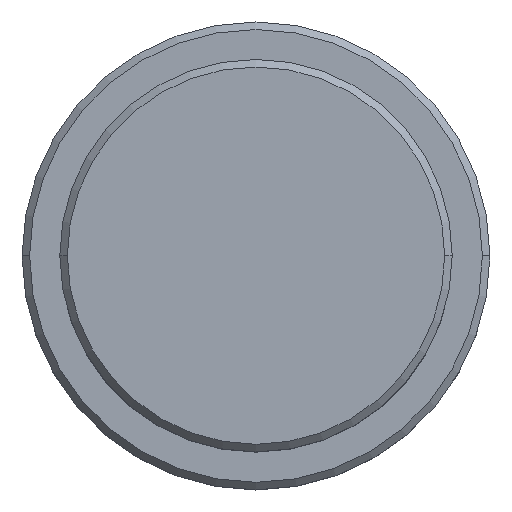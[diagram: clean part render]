
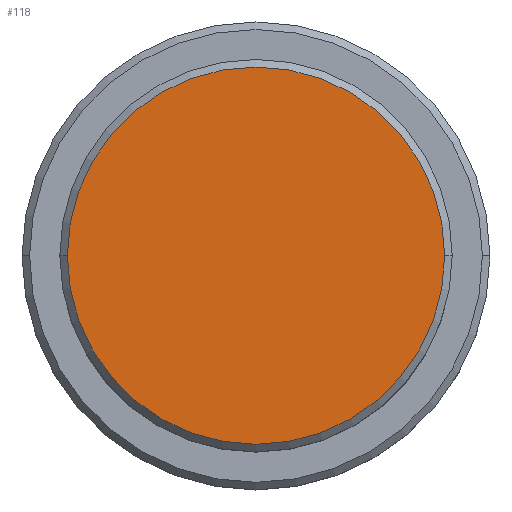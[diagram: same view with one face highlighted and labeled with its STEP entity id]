
A CAD part, top view. The second image highlights one B-rep face of the part: STEP entity #118.
In plain terms, the highlighted planar face has unit normal (0, 0, 1).
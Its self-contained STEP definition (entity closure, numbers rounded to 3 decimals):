
#22 = CIRCLE ( 'NONE', #1060, 12.5 ) ;
#39 = DIRECTION ( 'NONE',  ( 1., 0., 0. ) ) ;
#62 = DIRECTION ( 'NONE',  ( 1., 0., 0. ) ) ;
#118 = ADVANCED_FACE ( 'NONE', ( #525 ), #1149, .T. ) ;
#239 = CARTESIAN_POINT ( 'NONE',  ( 0., 0., 0. ) ) ;
#240 = VERTEX_POINT ( 'NONE', #559 ) ;
#288 = DIRECTION ( 'NONE',  ( 0., 0., 1. ) ) ;
#370 = EDGE_CURVE ( 'NONE', #1387, #240, #673, .T. ) ;
#389 = CARTESIAN_POINT ( 'NONE',  ( -12.5, 0., 0. ) ) ;
#525 = FACE_OUTER_BOUND ( 'NONE', #1086, .T. ) ;
#559 = CARTESIAN_POINT ( 'NONE',  ( 12.5, 0., 0. ) ) ;
#673 = CIRCLE ( 'NONE', #1078, 12.5 ) ;
#944 = CARTESIAN_POINT ( 'NONE',  ( 0., 0., 0. ) ) ;
#964 = AXIS2_PLACEMENT_3D ( 'NONE', #1159, #288, #1380 ) ;
#1060 = AXIS2_PLACEMENT_3D ( 'NONE', #239, #1241, #39 ) ;
#1078 = AXIS2_PLACEMENT_3D ( 'NONE', #944, #1389, #62 ) ;
#1086 = EDGE_LOOP ( 'NONE', ( #1293, #1307 ) ) ;
#1126 = EDGE_CURVE ( 'NONE', #240, #1387, #22, .T. ) ;
#1149 = PLANE ( 'NONE',  #964 ) ;
#1159 = CARTESIAN_POINT ( 'NONE',  ( 0., 0., 0. ) ) ;
#1241 = DIRECTION ( 'NONE',  ( 0., 0., 1. ) ) ;
#1293 = ORIENTED_EDGE ( 'NONE', *, *, #370, .T. ) ;
#1307 = ORIENTED_EDGE ( 'NONE', *, *, #1126, .T. ) ;
#1380 = DIRECTION ( 'NONE',  ( 1., 0., 0. ) ) ;
#1387 = VERTEX_POINT ( 'NONE', #389 ) ;
#1389 = DIRECTION ( 'NONE',  ( 0., 0., 1. ) ) ;
